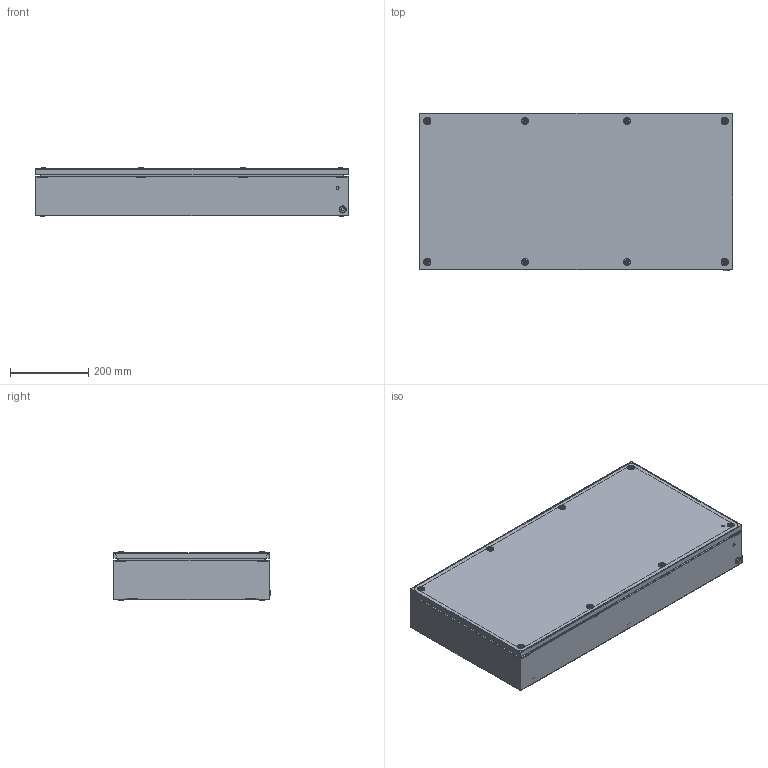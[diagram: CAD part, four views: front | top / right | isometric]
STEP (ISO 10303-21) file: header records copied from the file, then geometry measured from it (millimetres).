
FILE_DESCRIPTION (( 'STEP AP203' ), '1' );
FILE_NAME ('800x400x120 R5CDE84120.step', '2012-05-14T05:52:44', ( 'User' ), ( 'DKC' ), 'SwSTEP 2.0', 'SolidWorks 2011', '' );
FILE_SCHEMA (( 'CONFIG_CONTROL_DESIGN' ));
Products named in the file (20): 800x400x120 R5CDE84120; Tapping screw 4.2x9.5_Screw DIN 968-ST4.2x9.5-R-H-S; Mounting plates_800x400; AC00C323_Default; Screw M5 CDE AC00C324; Cover CDE 1mm_800x400; sealant for cover CDE_800x400; Frame CDE KO 1mm_800x400x120; CD01C556_CD01C556; Traversino CD01C553_400; end-cap_AC00C061; land; Çåðêàëüíî îòðàçèòüÇåðêàëüíî îòðàçèòüSquadretta fissaggio_Default; Çåðêàëüíî îòðàçèòüSquadretta fissaggio_Default; Squadretta fissaggio_CD01C555; End-cup AC00C317_Default; AC00C316_AC00C316; Traversino centrale CDE new_400 CD01C554; Frame CDE 1mm_800x400x120
Assembly tree (48 placements, depth 3):
  800x400x120 R5CDE84120
    Tapping screw 4.2x9.5_Screw DIN 968-ST4.2x9.5-R-H-S  x6
    Mounting plates_800x400
    AC00C323_Default  x8
    Frame CDE KO 1mm_800x400x120
      Çåðêàëüíî îòðàçèòüÇåðêàëüíî îòðàçèòüSquadretta fissaggio_Default
      CD01C556_CD01C556  x4
      Traversino CD01C553_400  x2
      Frame CDE 1mm_800x400x120
      Squadretta fissaggio_CD01C555
      End-cup AC00C317_Default  x4
      end-cap_AC00C061
      Traversino centrale CDE new_400 CD01C554
      AC00C316_AC00C316
      land
      Çåðêàëüíî îòðàçèòüSquadretta fissaggio_Default  x2
    Screw M5 CDE AC00C324  x8
    Cover CDE 1mm_800x400
      sealant for cover CDE_800x400
      land
      end-cap_AC00C061
      Cover CDE 1mm_800x400
Bounding box: 800 x 402.5 x 124.18 mm (x, y, z)
Volume: 1730184.4 mm3; surface area: 2726791.9 mm2
Topology: 48 solids, 48 shells, 2865 faces, 7179 edges, 4488 vertices
Faces by surface type: plane 986, cylinder 783, bspline 614, cone 332, torus 108, sphere 42
Entity records: 114618 total; most frequent: CARTESIAN_POINT 82622, ORIENTED_EDGE 6676, DIRECTION 5258, EDGE_CURVE 3338, VERTEX_POINT 2070, AXIS2_PLACEMENT_3D 1953, EDGE_LOOP 1472, LINE 1352
